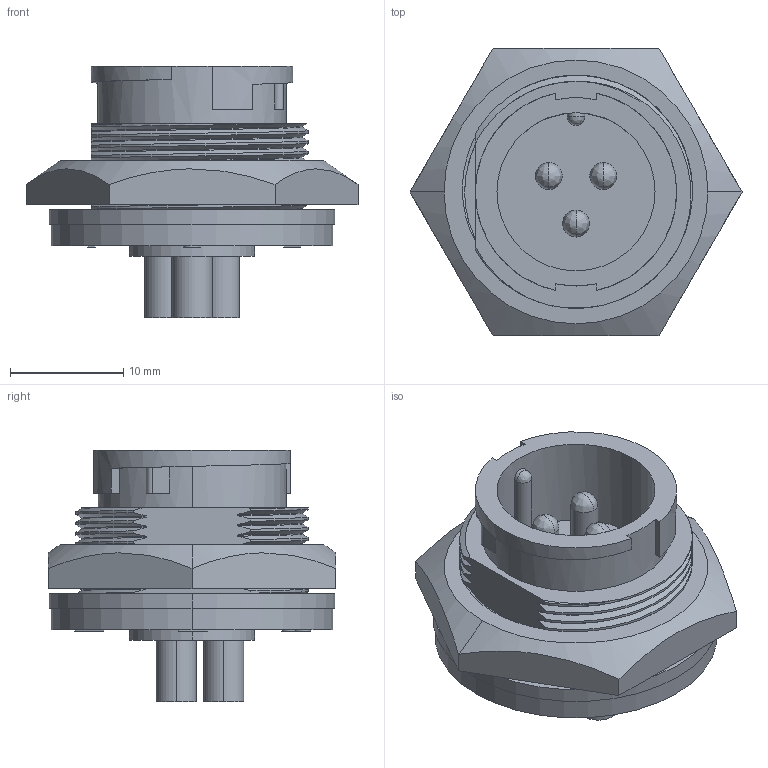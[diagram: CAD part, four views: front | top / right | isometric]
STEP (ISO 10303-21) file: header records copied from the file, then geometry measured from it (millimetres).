
FILE_DESCRIPTION (( 'STEP AP203' ), '1' );
FILE_NAME ('4180-3PG-300.STEP', '2013-04-10T15:05:38', ( 'J0FPBF1' ), ( '' ), 'SwSTEP 2.0', 'SolidWorks 2012', '' );
FILE_SCHEMA (( 'CONFIG_CONTROL_DESIGN' ));
Length unit declared in the file: inch
Products named in the file (1): 4180-3PG-300
Bounding box: 29.33 x 25.4 x 22.25 mm (x, y, z)
Volume: 4996.9 mm3; surface area: 4187.5 mm2
Topology: 2 solids, 2 shells, 269 faces, 747 edges, 492 vertices
Faces by surface type: bspline 145, plane 64, cylinder 58, cone 2
Entity records: 18320 total; most frequent: CARTESIAN_POINT 12549, ORIENTED_EDGE 1478, EDGE_CURVE 739, DIRECTION 712, VERTEX_POINT 492, LINE 304, VECTOR 304, EDGE_LOOP 289
